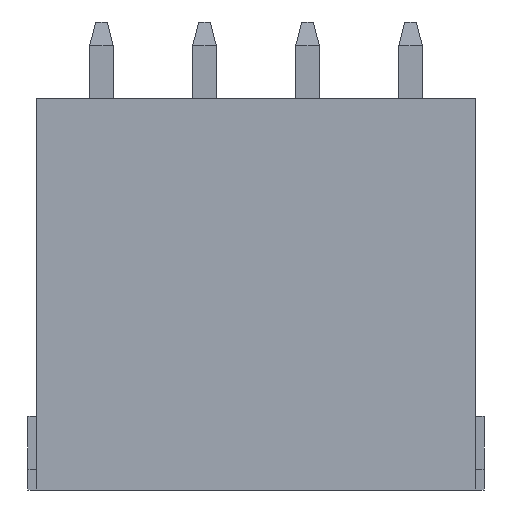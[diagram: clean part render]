
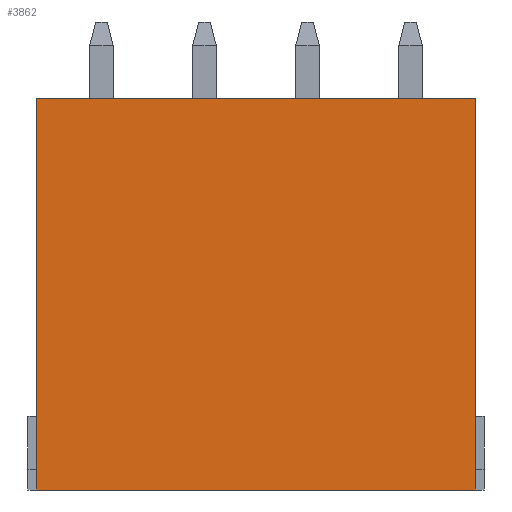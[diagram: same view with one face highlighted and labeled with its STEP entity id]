
A CAD part, front view. The second image highlights one B-rep face of the part: STEP entity #3862.
In plain terms, the highlighted planar face has unit normal (0, -1, 0).
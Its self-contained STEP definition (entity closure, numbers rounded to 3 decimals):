
#540=CARTESIAN_POINT('',(-2.2,-12.2,0.));
#541=VERTEX_POINT('',#540);
#754=CARTESIAN_POINT('',(12.7,-12.2,0.));
#755=VERTEX_POINT('',#754);
#762=CARTESIAN_POINT('',(12.7,-12.2,0.));
#763=DIRECTION('',(-1.,0.,0.));
#764=VECTOR('',#763,14.9);
#765=LINE('',#762,#764);
#766=EDGE_CURVE('',#755,#541,#765,.T.);
#3832=CARTESIAN_POINT('',(5.25,-12.2,6.65));
#3833=DIRECTION('',(0.,0.,-1.));
#3834=DIRECTION('',(0.,-1.,-0.));
#3835=AXIS2_PLACEMENT_3D('',#3832,#3834,#3833);
#3836=PLANE('',#3835);
#3837=CARTESIAN_POINT('',(-2.2,-12.2,13.3));
#3838=VERTEX_POINT('',#3837);
#3839=CARTESIAN_POINT('',(-2.2,-12.2,13.3));
#3840=DIRECTION('',(0.,0.,-1.));
#3841=VECTOR('',#3840,13.3);
#3842=LINE('',#3839,#3841);
#3843=EDGE_CURVE('',#3838,#541,#3842,.T.);
#3844=ORIENTED_EDGE('',*,*,#3843,.T.);
#3845=ORIENTED_EDGE('',*,*,#766,.F.);
#3846=CARTESIAN_POINT('',(12.7,-12.2,13.3));
#3847=VERTEX_POINT('',#3846);
#3848=CARTESIAN_POINT('',(12.7,-12.2,0.));
#3849=DIRECTION('',(0.,0.,1.));
#3850=VECTOR('',#3849,13.3);
#3851=LINE('',#3848,#3850);
#3852=EDGE_CURVE('',#755,#3847,#3851,.T.);
#3853=ORIENTED_EDGE('',*,*,#3852,.T.);
#3854=CARTESIAN_POINT('',(12.7,-12.2,13.3));
#3855=DIRECTION('',(-1.,0.,0.));
#3856=VECTOR('',#3855,14.9);
#3857=LINE('',#3854,#3856);
#3858=EDGE_CURVE('',#3847,#3838,#3857,.T.);
#3859=ORIENTED_EDGE('',*,*,#3858,.T.);
#3860=EDGE_LOOP('',(#3844,#3845,#3853,#3859));
#3861=FACE_OUTER_BOUND('',#3860,.T.);
#3862=ADVANCED_FACE('',(#3861),#3836,.T.);
